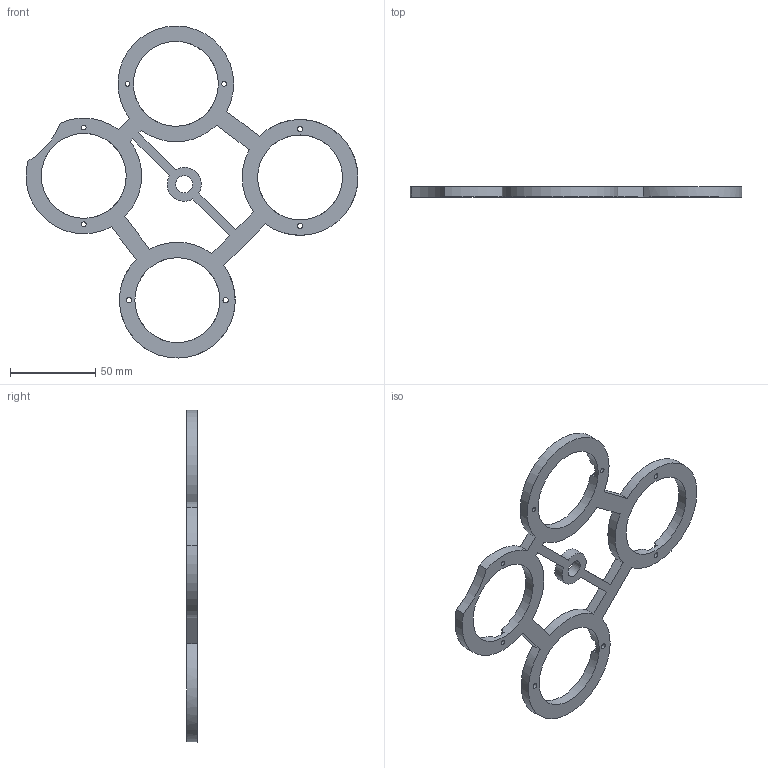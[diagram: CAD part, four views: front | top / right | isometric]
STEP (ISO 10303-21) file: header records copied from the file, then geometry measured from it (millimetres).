
FILE_DESCRIPTION(/* description */ (''),/* implementation_level */ '2;1');
FILE_NAME(/* name */ 'In Shell - Cyclotron Lights holder.step',/* time_stamp */ '2023-01-23T21:26:14Z',/* author */ (''),/* organization */ (''),/* preprocessor_version */ 'ST-DEVELOPER v19.2',/* originating_system */ 'Autodesk Translation Framework v11.17.0.187',/* authorisation */ '');
FILE_SCHEMA (('AUTOMOTIVE_DESIGN { 1 0 10303 214 3 1 1 }'));
Length unit declared in the file: millimetre
Products named in the file (2): In Shell - Cyclotron Lights holder; In shell - cyclotron 84 LED PCB Holder
Assembly tree (1 placements, depth 2):
  In Shell - Cyclotron Lights holder
    In shell - cyclotron 84 LED PCB Holder
Bounding box: 195 x 6 x 195.09 mm (x, y, z)
Volume: 46320.2 mm3; surface area: 27401.7 mm2
Topology: 1 solids, 1 shells, 113 faces, 317 edges, 206 vertices
Faces by surface type: cylinder 57, plane 48, torus 8
Full cylindrical faces by diameter (mm): 2.75 x4, 3.129 x4, 10 x1, 49.9 x4
Entity records: 3906 total; most frequent: CARTESIAN_POINT 783, DIRECTION 655, ORIENTED_EDGE 634, EDGE_CURVE 317, AXIS2_PLACEMENT_3D 238, VERTEX_POINT 206, LINE 179, VECTOR 179
